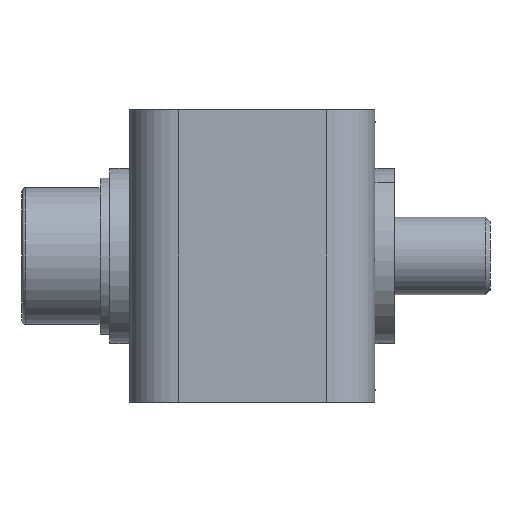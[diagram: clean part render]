
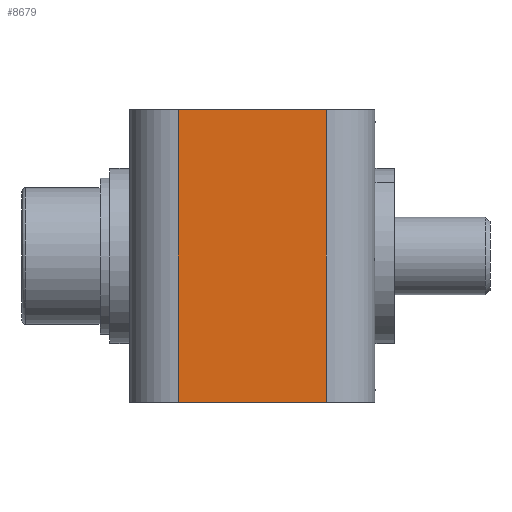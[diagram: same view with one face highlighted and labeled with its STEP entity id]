
A CAD part, left-side view. The second image highlights one B-rep face of the part: STEP entity #8679.
In plain terms, the highlighted planar face has unit normal (-1, 0, 0).
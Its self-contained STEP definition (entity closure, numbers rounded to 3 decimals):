
#127 = LINE ( 'NONE', #7710, #5484 ) ;
#824 = VERTEX_POINT ( 'NONE', #5336 ) ;
#869 = ORIENTED_EDGE ( 'NONE', *, *, #7287, .T. ) ;
#933 = CARTESIAN_POINT ( 'NONE',  ( -28.2, 8.6, 7.5 ) ) ;
#1042 = DIRECTION ( 'NONE',  ( 0., 0., 1. ) ) ;
#1094 = VERTEX_POINT ( 'NONE', #933 ) ;
#1402 = CARTESIAN_POINT ( 'NONE',  ( -28.2, 1., -7.5 ) ) ;
#2342 = VERTEX_POINT ( 'NONE', #5120 ) ;
#2734 = LINE ( 'NONE', #10204, #10688 ) ;
#2982 = DIRECTION ( 'NONE',  ( 0., 1., 0. ) ) ;
#3076 = VERTEX_POINT ( 'NONE', #6535 ) ;
#3093 = DIRECTION ( 'NONE',  ( 1., 0., 0. ) ) ;
#3483 = DIRECTION ( 'NONE',  ( 0., 0., 1. ) ) ;
#4703 = LINE ( 'NONE', #9491, #6743 ) ;
#5120 = CARTESIAN_POINT ( 'NONE',  ( -28.2, 1., 7.5 ) ) ;
#5336 = CARTESIAN_POINT ( 'NONE',  ( -28.2, 8.6, -7.5 ) ) ;
#5483 = AXIS2_PLACEMENT_3D ( 'NONE', #1402, #3093, #6238 ) ;
#5484 = VECTOR ( 'NONE', #1042, 1000. ) ;
#5523 = ORIENTED_EDGE ( 'NONE', *, *, #9879, .F. ) ;
#6238 = DIRECTION ( 'NONE',  ( 0., 1., 0. ) ) ;
#6524 = LINE ( 'NONE', #7440, #6702 ) ;
#6535 = CARTESIAN_POINT ( 'NONE',  ( -28.2, 1., -7.5 ) ) ;
#6675 = ORIENTED_EDGE ( 'NONE', *, *, #8227, .F. ) ;
#6702 = VECTOR ( 'NONE', #10579, 1000. ) ;
#6743 = VECTOR ( 'NONE', #2982, 1000. ) ;
#7156 = EDGE_CURVE ( 'NONE', #2342, #1094, #6524, .T. ) ;
#7287 = EDGE_CURVE ( 'NONE', #3076, #2342, #127, .T. ) ;
#7440 = CARTESIAN_POINT ( 'NONE',  ( -28.2, 1., 7.5 ) ) ;
#7710 = CARTESIAN_POINT ( 'NONE',  ( -28.2, 1., -7.5 ) ) ;
#8130 = ORIENTED_EDGE ( 'NONE', *, *, #7156, .T. ) ;
#8227 = EDGE_CURVE ( 'NONE', #824, #1094, #2734, .T. ) ;
#8679 = ADVANCED_FACE ( 'NONE', ( #10351 ), #10513, .F. ) ;
#9491 = CARTESIAN_POINT ( 'NONE',  ( -28.2, 1., -7.5 ) ) ;
#9879 = EDGE_CURVE ( 'NONE', #3076, #824, #4703, .T. ) ;
#10204 = CARTESIAN_POINT ( 'NONE',  ( -28.2, 8.6, -7.5 ) ) ;
#10351 = FACE_OUTER_BOUND ( 'NONE', #10633, .T. ) ;
#10513 = PLANE ( 'NONE',  #5483 ) ;
#10579 = DIRECTION ( 'NONE',  ( 0., 1., 0. ) ) ;
#10633 = EDGE_LOOP ( 'NONE', ( #869, #8130, #6675, #5523 ) ) ;
#10688 = VECTOR ( 'NONE', #3483, 1000. ) ;
